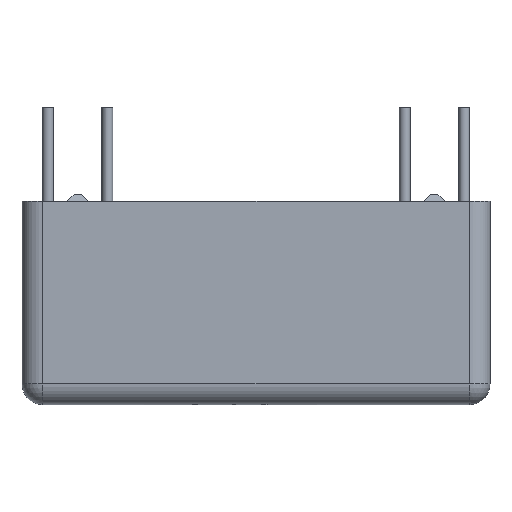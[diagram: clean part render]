
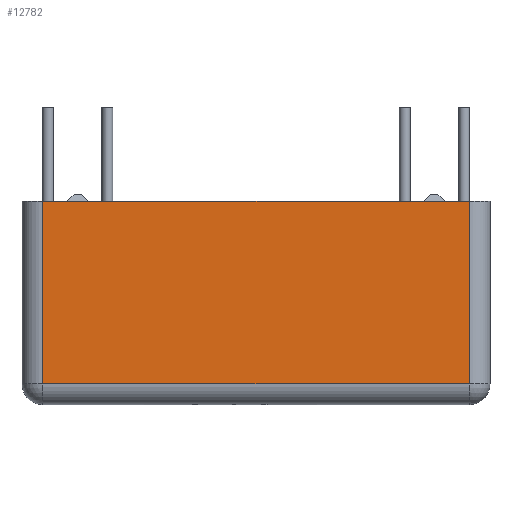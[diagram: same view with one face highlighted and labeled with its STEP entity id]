
A CAD part, front view. The second image highlights one B-rep face of the part: STEP entity #12782.
In plain terms, the highlighted planar face has unit normal (0, -1, 0).
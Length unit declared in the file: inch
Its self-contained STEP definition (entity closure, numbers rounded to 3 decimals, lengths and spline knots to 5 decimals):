
#11935=CARTESIAN_POINT('',(0.3585,-0.098,-0.136));
#11936=VERTEX_POINT('',#11935);
#11944=CARTESIAN_POINT('',(-0.3585,-0.098,-0.136));
#11945=VERTEX_POINT('',#11944);
#11946=CARTESIAN_POINT('',(0.3585,-0.098,-0.136));
#11947=DIRECTION('',(-1.0,0.0,0.0));
#11948=VECTOR('',#11947,0.717);
#11949=LINE('',#11946,#11948);
#11950=EDGE_CURVE('',#11936,#11945,#11949,.T.);
#12594=CARTESIAN_POINT('',(-0.3585,-0.098,0.171));
#12595=VERTEX_POINT('',#12594);
#12612=CARTESIAN_POINT('',(-0.3585,-0.098,-0.136));
#12613=DIRECTION('',(0.0,0.0,1.0));
#12614=VECTOR('',#12613,0.307);
#12615=LINE('',#12612,#12614);
#12616=EDGE_CURVE('',#11945,#12595,#12615,.T.);
#12628=CARTESIAN_POINT('',(0.3585,-0.098,0.171));
#12629=VERTEX_POINT('',#12628);
#12637=CARTESIAN_POINT('',(0.3585,-0.098,0.171));
#12638=DIRECTION('',(0.0,0.0,-1.0));
#12639=VECTOR('',#12638,0.307);
#12640=LINE('',#12637,#12639);
#12641=EDGE_CURVE('',#12629,#11936,#12640,.T.);
#12678=CARTESIAN_POINT('',(-0.3585,-0.098,0.171));
#12679=DIRECTION('',(1.0,0.0,0.0));
#12680=VECTOR('',#12679,0.717);
#12681=LINE('',#12678,#12680);
#12682=EDGE_CURVE('',#12595,#12629,#12681,.T.);
#12771=CARTESIAN_POINT('',(0.0,-0.098,0.0));
#12772=DIRECTION('',(0.0,1.0,0.0));
#12773=DIRECTION('',(0.0,0.0,1.0));
#12774=AXIS2_PLACEMENT_3D('',#12771,#12772,#12773);
#12775=PLANE('',#12774);
#12776=ORIENTED_EDGE('',*,*,#12616,.F.);
#12777=ORIENTED_EDGE('',*,*,#11950,.F.);
#12778=ORIENTED_EDGE('',*,*,#12641,.F.);
#12779=ORIENTED_EDGE('',*,*,#12682,.F.);
#12780=EDGE_LOOP('',(#12776,#12777,#12778,#12779));
#12781=FACE_OUTER_BOUND('',#12780,.T.);
#12782=ADVANCED_FACE('',(#12781),#12775,.F.);
